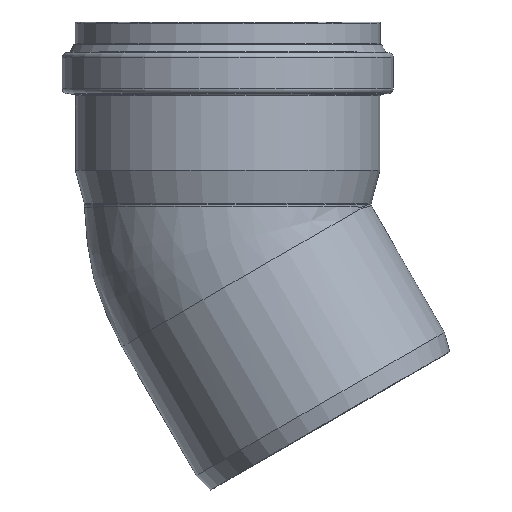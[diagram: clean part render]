
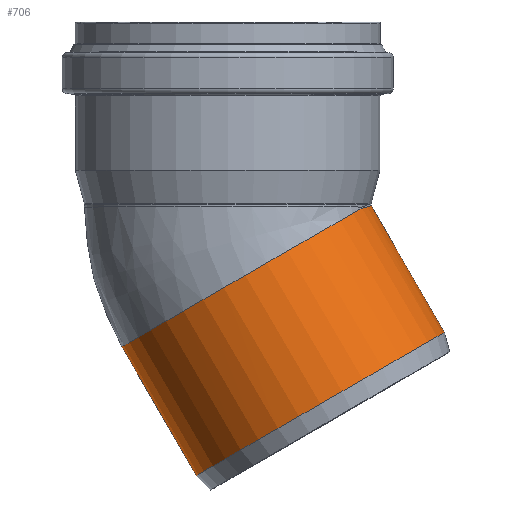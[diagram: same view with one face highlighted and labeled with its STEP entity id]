
A CAD part, top view. The second image highlights one B-rep face of the part: STEP entity #706.
In plain terms, the highlighted cylindrical face has radius 125.15 mm (diameter 250.3 mm), a full revolution.
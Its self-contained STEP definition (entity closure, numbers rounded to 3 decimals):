
#38=ELLIPSE('',#780,129.705,125.15);
#39=ELLIPSE('',#781,129.705,125.15);
#42=LINE('',#1290,#64);
#64=VECTOR('',#935,125.15);
#85=CYLINDRICAL_SURFACE('',#782,125.15);
#99=FACE_OUTER_BOUND('',#142,.T.);
#142=EDGE_LOOP('',(#482,#483,#484,#485,#486,#487));
#191=CIRCLE('',#783,125.15);
#192=CIRCLE('',#784,125.15);
#278=VERTEX_POINT('',#1232);
#279=VERTEX_POINT('',#1258);
#280=VERTEX_POINT('',#1284);
#281=VERTEX_POINT('',#1288);
#357=EDGE_CURVE('',#279,#280,#38,.T.);
#358=EDGE_CURVE('',#280,#278,#39,.T.);
#359=EDGE_CURVE('',#281,#281,#191,.T.);
#360=EDGE_CURVE('',#281,#280,#42,.T.);
#361=EDGE_CURVE('',#279,#278,#192,.T.);
#482=ORIENTED_EDGE('',*,*,#359,.F.);
#483=ORIENTED_EDGE('',*,*,#360,.T.);
#484=ORIENTED_EDGE('',*,*,#357,.F.);
#485=ORIENTED_EDGE('',*,*,#361,.T.);
#486=ORIENTED_EDGE('',*,*,#358,.F.);
#487=ORIENTED_EDGE('',*,*,#360,.F.);
#706=ADVANCED_FACE('',(#99),#85,.T.);
#780=AXIS2_PLACEMENT_3D('',#1285,#927,#928);
#781=AXIS2_PLACEMENT_3D('',#1286,#929,#930);
#782=AXIS2_PLACEMENT_3D('',#1287,#931,#932);
#783=AXIS2_PLACEMENT_3D('',#1289,#933,#934);
#784=AXIS2_PLACEMENT_3D('',#1291,#936,#937);
#927=DIRECTION('center_axis',(-0.255,0.967,0.));
#928=DIRECTION('ref_axis',(0.967,0.255,0.));
#929=DIRECTION('center_axis',(-0.255,0.967,0.));
#930=DIRECTION('ref_axis',(0.967,0.255,0.));
#931=DIRECTION('center_axis',(0.5,-0.866,0.));
#932=DIRECTION('ref_axis',(-0.866,-0.5,0.));
#933=DIRECTION('center_axis',(0.5,-0.866,0.));
#934=DIRECTION('ref_axis',(0.866,0.5,0.));
#935=DIRECTION('',(-0.5,0.866,0.));
#936=DIRECTION('center_axis',(0.5,-0.866,0.));
#937=DIRECTION('ref_axis',(0.866,0.5,0.));
#1232=CARTESIAN_POINT('',(117.379,30.95,-44.085));
#1258=CARTESIAN_POINT('',(117.379,30.95,44.085));
#1284=CARTESIAN_POINT('',(125.418,33.07,0.));
#1285=CARTESIAN_POINT('Origin',(0.,0.,
0.));
#1286=CARTESIAN_POINT('Origin',(0.,0.,
0.));
#1287=CARTESIAN_POINT('Origin',(48.471,-83.955,0.));
#1288=CARTESIAN_POINT('',(189.383,-77.721,0.));
#1289=CARTESIAN_POINT('Origin',(81.,-140.296,0.));
#1290=CARTESIAN_POINT('',(156.855,-21.38,0.));
#1291=CARTESIAN_POINT('Origin',(15.943,-27.614,0.));
